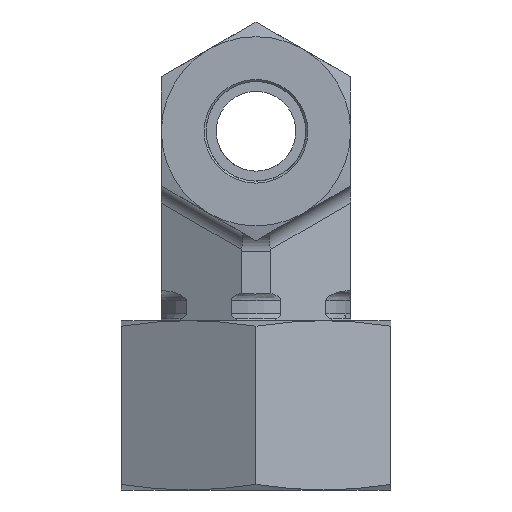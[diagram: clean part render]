
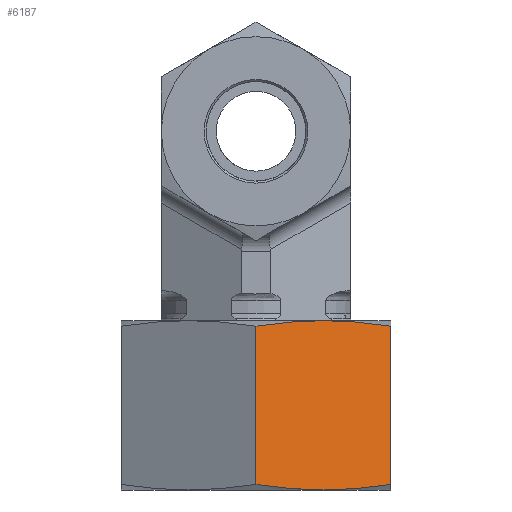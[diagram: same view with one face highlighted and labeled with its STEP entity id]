
A CAD part, front view. The second image highlights one B-rep face of the part: STEP entity #6187.
In plain terms, the highlighted face is planar.
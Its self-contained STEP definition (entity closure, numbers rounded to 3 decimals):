
#5572=CARTESIAN_POINT('',(6.75,11.691,17.0));
#5573=VERTEX_POINT('',#5572);
#5751=CARTESIAN_POINT('',(0.,15.588,16.44));
#5752=VERTEX_POINT('',#5751);
#5753=CARTESIAN_POINT('',(0.,15.588,16.44));
#5754=CARTESIAN_POINT('',(3.617,13.5,17.0));
#5755=CARTESIAN_POINT('',(6.75,11.691,17.0));
#5763=(BOUNDED_CURVE()B_SPLINE_CURVE(2,(#5753,#5754,#5755),.UNSPECIFIED.,.F.,.U.)B_SPLINE_CURVE_WITH_KNOTS((3,3),(1.388,2.37),.UNSPECIFIED.)CURVE()GEOMETRIC_REPRESENTATION_ITEM()RATIONAL_B_SPLINE_CURVE((1.109,1.093,1.0))REPRESENTATION_ITEM(''));
#5764=EDGE_CURVE('',#5752,#5573,#5763,.T.);
#5788=CARTESIAN_POINT('',(13.5,7.794,16.44));
#5789=VERTEX_POINT('',#5788);
#5790=CARTESIAN_POINT('',(6.75,11.691,17.0));
#5791=CARTESIAN_POINT('',(9.883,9.883,17.0));
#5792=CARTESIAN_POINT('',(13.5,7.794,16.44));
#5800=(BOUNDED_CURVE()B_SPLINE_CURVE(2,(#5790,#5791,#5792),.UNSPECIFIED.,.F.,.U.)B_SPLINE_CURVE_WITH_KNOTS((3,3),(2.37,3.351),.UNSPECIFIED.)CURVE()GEOMETRIC_REPRESENTATION_ITEM()RATIONAL_B_SPLINE_CURVE((1.0,1.093,1.109))REPRESENTATION_ITEM(''));
#5801=EDGE_CURVE('',#5573,#5789,#5800,.T.);
#5899=CARTESIAN_POINT('',(13.5,7.794,0.56));
#5900=VERTEX_POINT('',#5899);
#5901=CARTESIAN_POINT('',(6.75,11.691,0.0));
#5902=VERTEX_POINT('',#5901);
#5903=CARTESIAN_POINT('',(13.5,7.794,0.56));
#5904=CARTESIAN_POINT('',(9.883,9.883,0.));
#5905=CARTESIAN_POINT('',(6.75,11.691,0.0));
#5913=(BOUNDED_CURVE()B_SPLINE_CURVE(2,(#5903,#5904,#5905),.UNSPECIFIED.,.F.,.U.)B_SPLINE_CURVE_WITH_KNOTS((3,3),(1.388,2.37),.UNSPECIFIED.)CURVE()GEOMETRIC_REPRESENTATION_ITEM()RATIONAL_B_SPLINE_CURVE((1.109,1.093,1.0))REPRESENTATION_ITEM(''));
#5914=EDGE_CURVE('',#5900,#5902,#5913,.T.);
#5946=CARTESIAN_POINT('',(0.,15.588,0.56));
#5947=VERTEX_POINT('',#5946);
#5963=CARTESIAN_POINT('',(6.75,11.691,0.0));
#5964=CARTESIAN_POINT('',(3.617,13.5,0.));
#5965=CARTESIAN_POINT('',(0.,15.588,0.56));
#5973=(BOUNDED_CURVE()B_SPLINE_CURVE(2,(#5963,#5964,#5965),.UNSPECIFIED.,.F.,.U.)B_SPLINE_CURVE_WITH_KNOTS((3,3),(2.37,3.351),.UNSPECIFIED.)CURVE()GEOMETRIC_REPRESENTATION_ITEM()RATIONAL_B_SPLINE_CURVE((1.0,1.093,1.109))REPRESENTATION_ITEM(''));
#5974=EDGE_CURVE('',#5902,#5947,#5973,.T.);
#6164=CARTESIAN_POINT('',(0.,15.588,0.0));
#6165=DIRECTION('',(0.5,0.866,0.0));
#6166=DIRECTION('',(0.0,0.0,-1.0));
#6167=AXIS2_PLACEMENT_3D('',#6164,#6165,#6166);
#6168=PLANE('',#6167);
#6169=ORIENTED_EDGE('',*,*,#5764,.T.);
#6170=ORIENTED_EDGE('',*,*,#5801,.T.);
#6171=CARTESIAN_POINT('',(13.5,7.794,0.56));
#6172=DIRECTION('',(0.0,0.0,1.0));
#6173=VECTOR('',#6172,15.881);
#6174=LINE('',#6171,#6173);
#6175=EDGE_CURVE('',#5900,#5789,#6174,.T.);
#6176=ORIENTED_EDGE('',*,*,#6175,.F.);
#6177=ORIENTED_EDGE('',*,*,#5914,.T.);
#6178=ORIENTED_EDGE('',*,*,#5974,.T.);
#6179=CARTESIAN_POINT('',(0.,15.588,0.56));
#6180=DIRECTION('',(0.0,0.0,1.0));
#6181=VECTOR('',#6180,15.881);
#6182=LINE('',#6179,#6181);
#6183=EDGE_CURVE('',#5947,#5752,#6182,.T.);
#6184=ORIENTED_EDGE('',*,*,#6183,.T.);
#6185=EDGE_LOOP('',(#6169,#6170,#6176,#6177,#6178,#6184));
#6186=FACE_OUTER_BOUND('',#6185,.T.);
#6187=ADVANCED_FACE('',(#6186),#6168,.T.);
